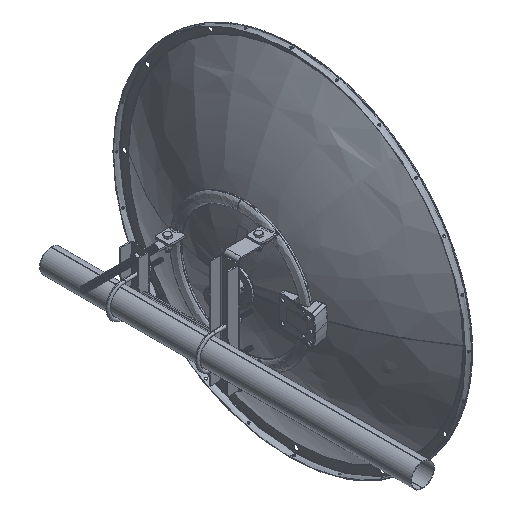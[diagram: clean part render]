
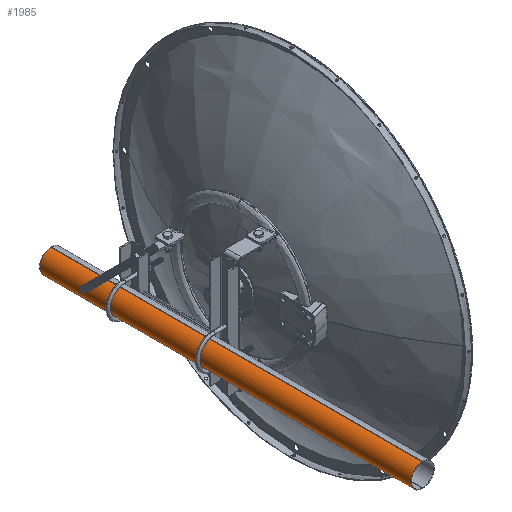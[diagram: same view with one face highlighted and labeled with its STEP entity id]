
A CAD part, isometric view. The second image highlights one B-rep face of the part: STEP entity #1985.
In plain terms, the highlighted cylindrical face has radius 31.5 mm (diameter 63 mm), a partial arc.
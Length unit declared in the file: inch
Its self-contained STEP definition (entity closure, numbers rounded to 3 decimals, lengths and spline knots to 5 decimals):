
#121 = VERTEX_POINT ( 'NONE', #129291 ) ;
#1985 = ADVANCED_FACE ( 'NONE', ( #126352 ), #159909, .T. ) ;
#2579 = VERTEX_POINT ( 'NONE', #60791 ) ;
#30305 = ORIENTED_EDGE ( 'NONE', *, *, #170042, .F. ) ;
#40839 = VECTOR ( 'NONE', #213574, 39.37008 ) ;
#50529 = CARTESIAN_POINT ( 'NONE',  ( -9.02756, 13.77953, -1.79134 ) ) ;
#60791 = CARTESIAN_POINT ( 'NONE',  ( -9.02756, -25.59055, -0.55118 ) ) ;
#69172 = CARTESIAN_POINT ( 'NONE',  ( -9.02756, -25.59055, -3.0315 ) ) ;
#82624 = AXIS2_PLACEMENT_3D ( 'NONE', #50529, #116649, #133935 ) ;
#82856 = CARTESIAN_POINT ( 'NONE',  ( -9.02756, 13.77953, -0.55118 ) ) ;
#82877 = AXIS2_PLACEMENT_3D ( 'NONE', #193503, #177250, #94896 ) ;
#83492 = LINE ( 'NONE', #101916, #40839 ) ;
#84823 = CIRCLE ( 'NONE', #195103, 1.24016 ) ;
#88787 = LINE ( 'NONE', #90924, #133209 ) ;
#90924 = CARTESIAN_POINT ( 'NONE',  ( -9.02756, -25.59055, -3.0315 ) ) ;
#94086 = ORIENTED_EDGE ( 'NONE', *, *, #203254, .F. ) ;
#94896 = DIRECTION ( 'NONE',  ( 0., 0., 1. ) ) ;
#101916 = CARTESIAN_POINT ( 'NONE',  ( -9.02756, -25.59055, -0.55118 ) ) ;
#116649 = DIRECTION ( 'NONE',  ( 0., 1., 0. ) ) ;
#118099 = ORIENTED_EDGE ( 'NONE', *, *, #213448, .T. ) ;
#120272 = CARTESIAN_POINT ( 'NONE',  ( -9.02756, -25.59055, -1.79134 ) ) ;
#120546 = EDGE_LOOP ( 'NONE', ( #94086, #186352, #118099, #30305 ) ) ;
#126352 = FACE_OUTER_BOUND ( 'NONE', #120546, .T. ) ;
#129291 = CARTESIAN_POINT ( 'NONE',  ( -9.02756, 13.77953, -3.0315 ) ) ;
#133209 = VECTOR ( 'NONE', #189521, 39.37008 ) ;
#133935 = DIRECTION ( 'NONE',  ( 0., 0., 1. ) ) ;
#134584 = CIRCLE ( 'NONE', #82624, 1.24016 ) ;
#134599 = EDGE_CURVE ( 'NONE', #148440, #2579, #84823, .T. ) ;
#148440 = VERTEX_POINT ( 'NONE', #69172 ) ;
#155928 = DIRECTION ( 'NONE',  ( 0., 1., 0. ) ) ;
#159909 = CYLINDRICAL_SURFACE ( 'NONE', #82877, 1.24016 ) ;
#170042 = EDGE_CURVE ( 'NONE', #121, #198301, #134584, .T. ) ;
#177250 = DIRECTION ( 'NONE',  ( 0., 1., 0. ) ) ;
#186352 = ORIENTED_EDGE ( 'NONE', *, *, #134599, .T. ) ;
#189521 = DIRECTION ( 'NONE',  ( 0., 1., 0. ) ) ;
#193503 = CARTESIAN_POINT ( 'NONE',  ( -9.02756, -25.59055, -1.79134 ) ) ;
#195103 = AXIS2_PLACEMENT_3D ( 'NONE', #120272, #155928, #202564 ) ;
#198301 = VERTEX_POINT ( 'NONE', #82856 ) ;
#202564 = DIRECTION ( 'NONE',  ( 0., 0., 1. ) ) ;
#203254 = EDGE_CURVE ( 'NONE', #148440, #121, #88787, .T. ) ;
#213448 = EDGE_CURVE ( 'NONE', #2579, #198301, #83492, .T. ) ;
#213574 = DIRECTION ( 'NONE',  ( 0., 1., 0. ) ) ;
